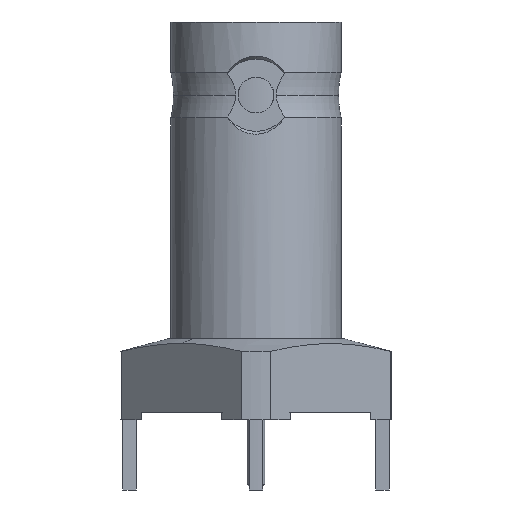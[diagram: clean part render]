
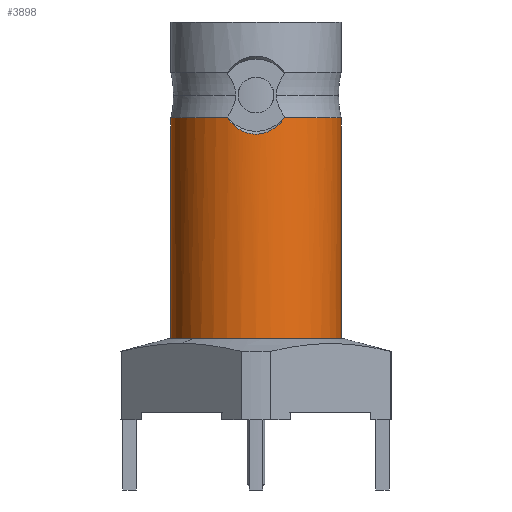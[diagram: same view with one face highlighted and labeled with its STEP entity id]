
A CAD part, front view. The second image highlights one B-rep face of the part: STEP entity #3898.
In plain terms, the highlighted cylindrical face has radius 4.84 mm (diameter 9.68 mm), a partial arc.
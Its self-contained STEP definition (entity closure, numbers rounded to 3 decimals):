
#63 = EDGE_CURVE ( 'NONE', #2617, #1446, #719, .T. ) ;
#101 = ORIENTED_EDGE ( 'NONE', *, *, #63, .F. ) ;
#232 = DIRECTION ( 'NONE',  ( 0., 0., 1. ) ) ;
#336 = LINE ( 'NONE', #2017, #3073 ) ;
#393 = CARTESIAN_POINT ( 'NONE',  ( 1.188, -4.693, -5.937 ) ) ;
#417 = CARTESIAN_POINT ( 'NONE',  ( -1.515, -4.598, -5.59 ) ) ;
#422 = AXIS2_PLACEMENT_3D ( 'NONE', #6470, #5961, #1426 ) ;
#719 = CIRCLE ( 'NONE', #422, 4.84 ) ;
#746 = VERTEX_POINT ( 'NONE', #980 ) ;
#813 = ORIENTED_EDGE ( 'NONE', *, *, #1218, .T. ) ;
#906 = CARTESIAN_POINT ( 'NONE',  ( 0.788, -4.777, -6.198 ) ) ;
#925 = CARTESIAN_POINT ( 'NONE',  ( 0., 0., -5.455 ) ) ;
#964 = CARTESIAN_POINT ( 'NONE',  ( -4.84, 0., -5.455 ) ) ;
#976 = B_SPLINE_CURVE_WITH_KNOTS ( 'NONE', 3,
 ( #5955, #2960, #3479, #393, #4011, #906, #4499, #1421, #5012, #1946, #5495, #2469, #5979, #2978, #6485, #3503, #417, #4030 ),
 .UNSPECIFIED., .F., .F.,
 ( 4, 2, 2, 2, 2, 2, 2, 2, 4 ),
 ( 0., 0.001, 0.001, 0.002, 0.002, 0.003, 0.003, 0.004, 0.004 ),
 .UNSPECIFIED. ) ;
#980 = CARTESIAN_POINT ( 'NONE',  ( 4.84, 0., -5.455 ) ) ;
#1077 = VERTEX_POINT ( 'NONE', #5170 ) ;
#1082 = LINE ( 'NONE', #3562, #3826 ) ;
#1130 = EDGE_CURVE ( 'NONE', #4200, #1077, #6064, .T. ) ;
#1218 = EDGE_CURVE ( 'NONE', #2617, #746, #1082, .T. ) ;
#1421 = CARTESIAN_POINT ( 'NONE',  ( 0.328, -4.831, -6.352 ) ) ;
#1426 = DIRECTION ( 'NONE',  ( -1., 0., 0. ) ) ;
#1446 = VERTEX_POINT ( 'NONE', #2585 ) ;
#1562 = FACE_OUTER_BOUND ( 'NONE', #1860, .T. ) ;
#1779 = CARTESIAN_POINT ( 'NONE',  ( 0., 0., 4.66 ) ) ;
#1816 = CYLINDRICAL_SURFACE ( 'NONE', #1943, 4.84 ) ;
#1826 = DIRECTION ( 'NONE',  ( 0., 0., 1. ) ) ;
#1860 = EDGE_LOOP ( 'NONE', ( #2964, #101, #813, #4439, #2473, #4718 ) ) ;
#1943 = AXIS2_PLACEMENT_3D ( 'NONE', #1779, #6301, #5340 ) ;
#1946 = CARTESIAN_POINT ( 'NONE',  ( -0.158, -4.84, -6.376 ) ) ;
#1994 = CIRCLE ( 'NONE', #4170, 4.84 ) ;
#2017 = CARTESIAN_POINT ( 'NONE',  ( -4.84, 0., 4.66 ) ) ;
#2128 = DIRECTION ( 'NONE',  ( 1., 0., 0. ) ) ;
#2469 = CARTESIAN_POINT ( 'NONE',  ( -0.632, -4.801, -6.266 ) ) ;
#2473 = ORIENTED_EDGE ( 'NONE', *, *, #4673, .T. ) ;
#2585 = CARTESIAN_POINT ( 'NONE',  ( -4.84, 0., -18. ) ) ;
#2617 = VERTEX_POINT ( 'NONE', #3395 ) ;
#2744 = VERTEX_POINT ( 'NONE', #3511 ) ;
#2936 = EDGE_CURVE ( 'NONE', #2744, #746, #1994, .T. ) ;
#2960 = CARTESIAN_POINT ( 'NONE',  ( 1.515, -4.598, -5.589 ) ) ;
#2964 = ORIENTED_EDGE ( 'NONE', *, *, #5623, .F. ) ;
#2978 = CARTESIAN_POINT ( 'NONE',  ( -1.058, -4.725, -6.038 ) ) ;
#3073 = VECTOR ( 'NONE', #6055, 1000. ) ;
#3395 = CARTESIAN_POINT ( 'NONE',  ( 4.84, 0., -18. ) ) ;
#3479 = CARTESIAN_POINT ( 'NONE',  ( 1.416, -4.63, -5.713 ) ) ;
#3503 = CARTESIAN_POINT ( 'NONE',  ( -1.414, -4.63, -5.715 ) ) ;
#3511 = CARTESIAN_POINT ( 'NONE',  ( 1.602, -4.567, -5.455 ) ) ;
#3562 = CARTESIAN_POINT ( 'NONE',  ( 4.84, 0., 4.66 ) ) ;
#3826 = VECTOR ( 'NONE', #1826, 1000. ) ;
#3898 = ADVANCED_FACE ( 'NONE', ( #1562 ), #1816, .T. ) ;
#4011 = CARTESIAN_POINT ( 'NONE',  ( 1.061, -4.724, -6.036 ) ) ;
#4030 = CARTESIAN_POINT ( 'NONE',  ( -1.602, -4.567, -5.455 ) ) ;
#4170 = AXIS2_PLACEMENT_3D ( 'NONE', #5378, #5177, #2128 ) ;
#4200 = VERTEX_POINT ( 'NONE', #964 ) ;
#4320 = AXIS2_PLACEMENT_3D ( 'NONE', #925, #232, #4851 ) ;
#4439 = ORIENTED_EDGE ( 'NONE', *, *, #2936, .F. ) ;
#4499 = CARTESIAN_POINT ( 'NONE',  ( 0.639, -4.8, -6.264 ) ) ;
#4673 = EDGE_CURVE ( 'NONE', #2744, #1077, #976, .T. ) ;
#4718 = ORIENTED_EDGE ( 'NONE', *, *, #1130, .F. ) ;
#4851 = DIRECTION ( 'NONE',  ( 1., 0., 0. ) ) ;
#5012 = CARTESIAN_POINT ( 'NONE',  ( 0.168, -4.84, -6.375 ) ) ;
#5170 = CARTESIAN_POINT ( 'NONE',  ( -1.602, -4.567, -5.455 ) ) ;
#5177 = DIRECTION ( 'NONE',  ( 0., 0., 1. ) ) ;
#5340 = DIRECTION ( 'NONE',  ( 1., 0., 0. ) ) ;
#5378 = CARTESIAN_POINT ( 'NONE',  ( 0., 0., -5.455 ) ) ;
#5495 = CARTESIAN_POINT ( 'NONE',  ( -0.32, -4.832, -6.353 ) ) ;
#5623 = EDGE_CURVE ( 'NONE', #1446, #4200, #336, .T. ) ;
#5955 = CARTESIAN_POINT ( 'NONE',  ( 1.602, -4.567, -5.455 ) ) ;
#5961 = DIRECTION ( 'NONE',  ( 0., 0., -1. ) ) ;
#5979 = CARTESIAN_POINT ( 'NONE',  ( -0.782, -4.778, -6.201 ) ) ;
#6055 = DIRECTION ( 'NONE',  ( 0., 0., 1. ) ) ;
#6064 = CIRCLE ( 'NONE', #4320, 4.84 ) ;
#6301 = DIRECTION ( 'NONE',  ( 0., 0., 1. ) ) ;
#6470 = CARTESIAN_POINT ( 'NONE',  ( 0., 0., -18. ) ) ;
#6485 = CARTESIAN_POINT ( 'NONE',  ( -1.186, -4.694, -5.938 ) ) ;
